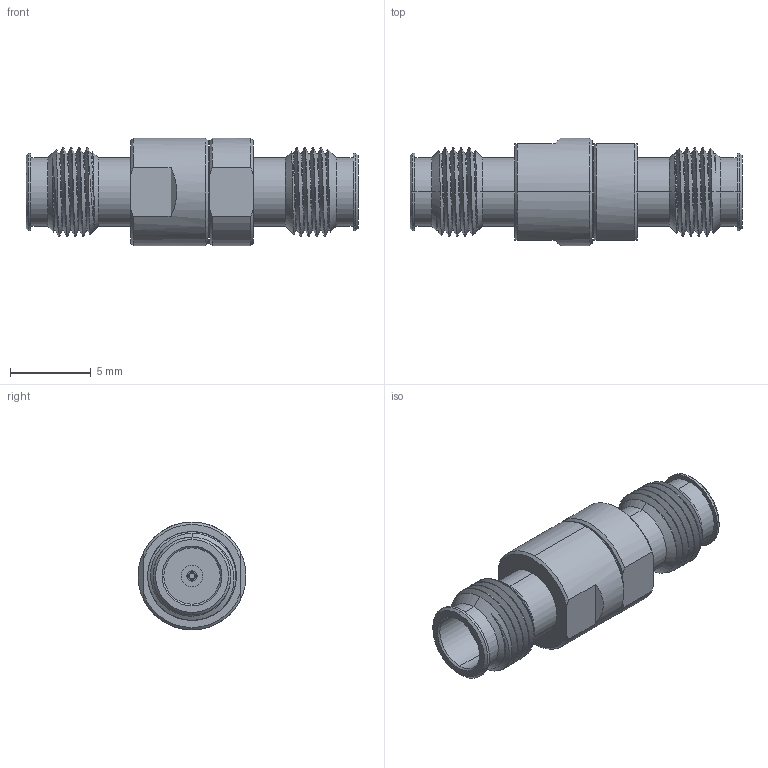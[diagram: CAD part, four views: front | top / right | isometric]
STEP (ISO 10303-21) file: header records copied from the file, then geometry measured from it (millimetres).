
FILE_DESCRIPTION (( 'STEP AP214' ), '1' );
FILE_NAME ('FMAD10009_3D.step', '2024-06-18T16:17:10', ( '' ), ( '' ), 'SwSTEP 2.0', 'SolidWorks 2022', '' );
FILE_SCHEMA (( 'AUTOMOTIVE_DESIGN' ));
Length unit declared in the file: millimetre
Products named in the file (1): FMAD10009_3D
Bounding box: 20.6 x 6.7 x 6.7 mm (x, y, z)
Volume: 428.7 mm3; surface area: 601.3 mm2
Topology: 1 solids, 1 shells, 170 faces, 428 edges, 278 vertices
Faces by surface type: cylinder 77, plane 44, cone 43, bspline 6
Entity records: 9060 total; most frequent: CARTESIAN_POINT 5141, ORIENTED_EDGE 856, DIRECTION 734, EDGE_CURVE 428, AXIS2_PLACEMENT_3D 291, VERTEX_POINT 278, EDGE_LOOP 188, ADVANCED_FACE 170
